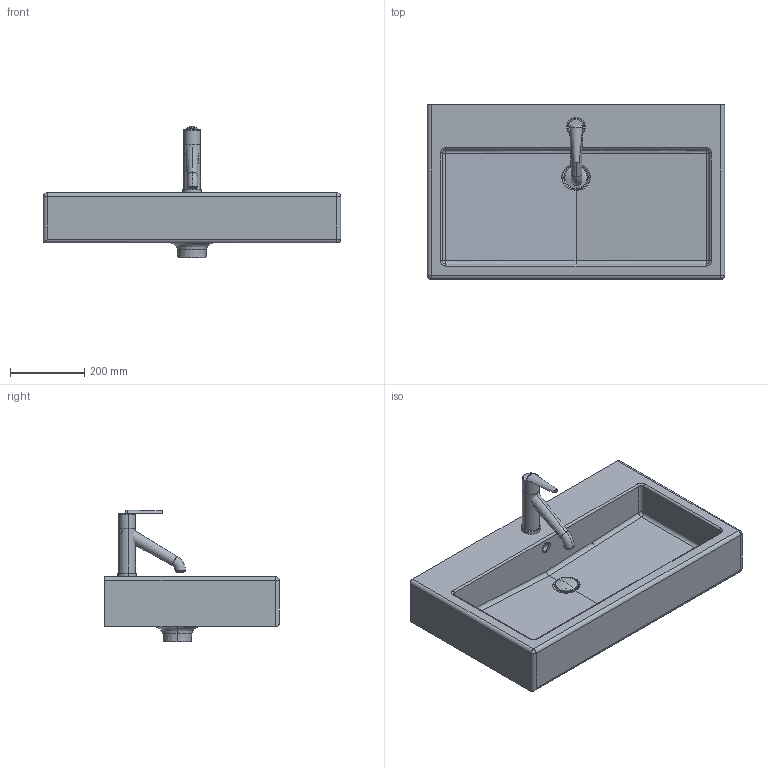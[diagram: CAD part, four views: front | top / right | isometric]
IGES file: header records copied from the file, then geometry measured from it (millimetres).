
Global section: file name: No Iges File Name specified; native system: AutoDesk Inventor R11.0; preprocessor: AutoDesk Inventor Iges Exporter R11.0; author: No Author specified; organization: No Organization specified; date: 20070316.072331; units: millimetre
Bounding box: 800 x 470 x 354.34 mm (x, y, z)
Volume: 20467917.1 mm3; surface area: 1491365.6 mm2
Topology: 7 solids, 7 shells, 151 faces, 350 edges, 213 vertices
Faces by surface type: plane 45, cylinder 33, revolution 30, torus 18, bspline 14, cone 8, sphere 3
